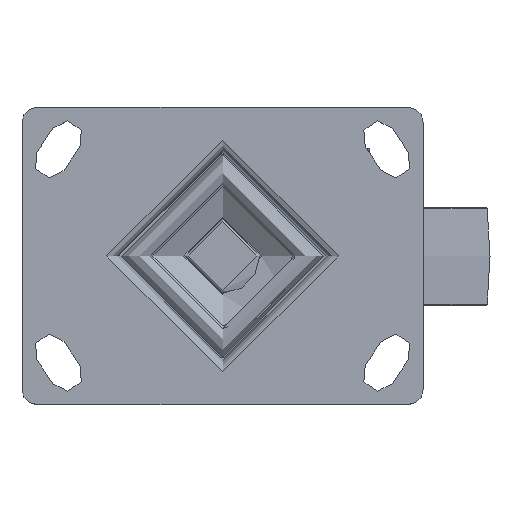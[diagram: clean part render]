
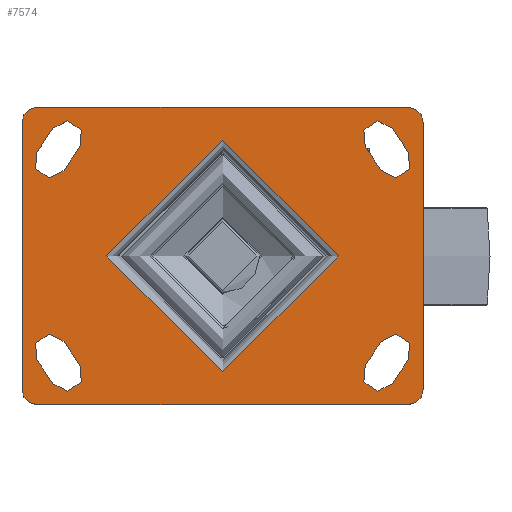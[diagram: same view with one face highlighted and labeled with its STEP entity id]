
A CAD part, top view. The second image highlights one B-rep face of the part: STEP entity #7574.
In plain terms, the highlighted planar face has unit normal (0, 0, 1).
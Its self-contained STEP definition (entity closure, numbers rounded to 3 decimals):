
#509=FACE_BOUND('',#2561,.T.);
#510=FACE_BOUND('',#2562,.T.);
#511=FACE_BOUND('',#2563,.T.);
#512=FACE_BOUND('',#2564,.T.);
#513=FACE_BOUND('',#2565,.T.);
#572=PLANE('',#8325);
#919=LINE('',#11634,#1473);
#921=LINE('',#11637,#1475);
#923=LINE('',#11640,#1477);
#925=LINE('',#11643,#1479);
#927=LINE('',#11646,#1481);
#929=LINE('',#11649,#1483);
#931=LINE('',#11652,#1485);
#933=LINE('',#11655,#1487);
#934=LINE('',#11657,#1488);
#936=LINE('',#11660,#1490);
#937=LINE('',#11661,#1491);
#938=LINE('',#11662,#1492);
#1473=VECTOR('',#9410,1000.);
#1475=VECTOR('',#9414,1000.);
#1477=VECTOR('',#9418,1000.);
#1479=VECTOR('',#9422,1000.);
#1481=VECTOR('',#9426,1000.);
#1483=VECTOR('',#9430,1000.);
#1485=VECTOR('',#9434,1000.);
#1487=VECTOR('',#9438,1000.);
#1488=VECTOR('',#9441,1000.);
#1490=VECTOR('',#9445,1000.);
#1491=VECTOR('',#9446,1000.);
#1492=VECTOR('',#9447,1000.);
#2094=FACE_OUTER_BOUND('',#2560,.T.);
#2560=EDGE_LOOP('',(#5523,#5524,#5525,#5526,#5527,#5528,#5529,#5530));
#2561=EDGE_LOOP('',(#5531,#5532,#5533,#5534));
#2562=EDGE_LOOP('',(#5535,#5536,#5537,#5538));
#2563=EDGE_LOOP('',(#5539,#5540,#5541,#5542));
#2564=EDGE_LOOP('',(#5543,#5544,#5545,#5546));
#2565=EDGE_LOOP('',(#5547));
#3054=CIRCLE('',#8144,39.);
#3167=CIRCLE('',#8281,5.);
#3169=CIRCLE('',#8284,5.);
#3171=CIRCLE('',#8287,5.);
#3173=CIRCLE('',#8290,5.);
#3176=CIRCLE('',#8294,5.5);
#3177=CIRCLE('',#8296,5.5);
#3180=CIRCLE('',#8300,5.5);
#3181=CIRCLE('',#8302,5.5);
#3184=CIRCLE('',#8306,5.5);
#3185=CIRCLE('',#8308,5.5);
#3188=CIRCLE('',#8312,5.5);
#3189=CIRCLE('',#8314,5.5);
#3373=VERTEX_POINT('',#11167);
#3540=VERTEX_POINT('',#11525);
#3541=VERTEX_POINT('',#11526);
#3544=VERTEX_POINT('',#11534);
#3545=VERTEX_POINT('',#11535);
#3548=VERTEX_POINT('',#11543);
#3549=VERTEX_POINT('',#11544);
#3552=VERTEX_POINT('',#11552);
#3553=VERTEX_POINT('',#11553);
#3558=VERTEX_POINT('',#11564);
#3559=VERTEX_POINT('',#11566);
#3560=VERTEX_POINT('',#11570);
#3561=VERTEX_POINT('',#11571);
#3566=VERTEX_POINT('',#11582);
#3567=VERTEX_POINT('',#11584);
#3568=VERTEX_POINT('',#11588);
#3569=VERTEX_POINT('',#11589);
#3574=VERTEX_POINT('',#11600);
#3575=VERTEX_POINT('',#11602);
#3576=VERTEX_POINT('',#11606);
#3577=VERTEX_POINT('',#11607);
#3582=VERTEX_POINT('',#11618);
#3583=VERTEX_POINT('',#11620);
#3584=VERTEX_POINT('',#11624);
#3585=VERTEX_POINT('',#11625);
#4096=EDGE_CURVE('',#3373,#3373,#3054,.T.);
#4275=EDGE_CURVE('',#3540,#3541,#3167,.T.);
#4279=EDGE_CURVE('',#3544,#3545,#3169,.T.);
#4283=EDGE_CURVE('',#3548,#3549,#3171,.T.);
#4287=EDGE_CURVE('',#3552,#3553,#3173,.T.);
#4293=EDGE_CURVE('',#3559,#3558,#3176,.T.);
#4295=EDGE_CURVE('',#3560,#3561,#3177,.T.);
#4301=EDGE_CURVE('',#3567,#3566,#3180,.T.);
#4303=EDGE_CURVE('',#3568,#3569,#3181,.T.);
#4309=EDGE_CURVE('',#3575,#3574,#3184,.T.);
#4311=EDGE_CURVE('',#3576,#3577,#3185,.T.);
#4317=EDGE_CURVE('',#3583,#3582,#3188,.T.);
#4319=EDGE_CURVE('',#3584,#3585,#3189,.T.);
#4324=EDGE_CURVE('',#3582,#3584,#919,.T.);
#4326=EDGE_CURVE('',#3585,#3583,#921,.T.);
#4328=EDGE_CURVE('',#3574,#3576,#923,.T.);
#4330=EDGE_CURVE('',#3577,#3575,#925,.T.);
#4332=EDGE_CURVE('',#3566,#3568,#927,.T.);
#4334=EDGE_CURVE('',#3569,#3567,#929,.T.);
#4336=EDGE_CURVE('',#3558,#3560,#931,.T.);
#4338=EDGE_CURVE('',#3561,#3559,#933,.T.);
#4339=EDGE_CURVE('',#3553,#3540,#934,.T.);
#4341=EDGE_CURVE('',#3549,#3552,#936,.T.);
#4342=EDGE_CURVE('',#3545,#3548,#937,.T.);
#4343=EDGE_CURVE('',#3541,#3544,#938,.T.);
#5523=ORIENTED_EDGE('',*,*,#4287,.F.);
#5524=ORIENTED_EDGE('',*,*,#4341,.F.);
#5525=ORIENTED_EDGE('',*,*,#4283,.F.);
#5526=ORIENTED_EDGE('',*,*,#4342,.F.);
#5527=ORIENTED_EDGE('',*,*,#4279,.F.);
#5528=ORIENTED_EDGE('',*,*,#4343,.F.);
#5529=ORIENTED_EDGE('',*,*,#4275,.F.);
#5530=ORIENTED_EDGE('',*,*,#4339,.F.);
#5531=ORIENTED_EDGE('',*,*,#4317,.T.);
#5532=ORIENTED_EDGE('',*,*,#4324,.T.);
#5533=ORIENTED_EDGE('',*,*,#4319,.T.);
#5534=ORIENTED_EDGE('',*,*,#4326,.T.);
#5535=ORIENTED_EDGE('',*,*,#4309,.T.);
#5536=ORIENTED_EDGE('',*,*,#4328,.T.);
#5537=ORIENTED_EDGE('',*,*,#4311,.T.);
#5538=ORIENTED_EDGE('',*,*,#4330,.T.);
#5539=ORIENTED_EDGE('',*,*,#4301,.T.);
#5540=ORIENTED_EDGE('',*,*,#4332,.T.);
#5541=ORIENTED_EDGE('',*,*,#4303,.T.);
#5542=ORIENTED_EDGE('',*,*,#4334,.T.);
#5543=ORIENTED_EDGE('',*,*,#4293,.T.);
#5544=ORIENTED_EDGE('',*,*,#4336,.T.);
#5545=ORIENTED_EDGE('',*,*,#4295,.T.);
#5546=ORIENTED_EDGE('',*,*,#4338,.T.);
#5547=ORIENTED_EDGE('',*,*,#4096,.F.);
#7574=ADVANCED_FACE('',(#2094,#509,#510,#511,#512,#513),#572,.T.);
#8144=AXIS2_PLACEMENT_3D('',#11168,#8985,#8986);
#8281=AXIS2_PLACEMENT_3D('',#11527,#9313,#9314);
#8284=AXIS2_PLACEMENT_3D('',#11536,#9321,#9322);
#8287=AXIS2_PLACEMENT_3D('',#11545,#9329,#9330);
#8290=AXIS2_PLACEMENT_3D('',#11554,#9337,#9338);
#8294=AXIS2_PLACEMENT_3D('',#11567,#9348,#9349);
#8296=AXIS2_PLACEMENT_3D('',#11572,#9353,#9354);
#8300=AXIS2_PLACEMENT_3D('',#11585,#9364,#9365);
#8302=AXIS2_PLACEMENT_3D('',#11590,#9369,#9370);
#8306=AXIS2_PLACEMENT_3D('',#11603,#9380,#9381);
#8308=AXIS2_PLACEMENT_3D('',#11608,#9385,#9386);
#8312=AXIS2_PLACEMENT_3D('',#11621,#9396,#9397);
#8314=AXIS2_PLACEMENT_3D('',#11626,#9401,#9402);
#8325=AXIS2_PLACEMENT_3D('',#11659,#9443,#9444);
#8985=DIRECTION('center_axis',(0.,0.,1.));
#8986=DIRECTION('ref_axis',(0.,-1.,0.));
#9313=DIRECTION('center_axis',(0.,0.,-1.));
#9314=DIRECTION('ref_axis',(0.707,0.707,0.));
#9321=DIRECTION('center_axis',(0.,0.,-1.));
#9322=DIRECTION('ref_axis',(0.707,-0.707,0.));
#9329=DIRECTION('center_axis',(0.,0.,-1.));
#9330=DIRECTION('ref_axis',(-0.707,-0.707,0.));
#9337=DIRECTION('center_axis',(0.,0.,-1.));
#9338=DIRECTION('ref_axis',(-0.707,0.707,0.));
#9348=DIRECTION('center_axis',(0.,0.,-1.));
#9349=DIRECTION('ref_axis',(-1.,0.,0.));
#9353=DIRECTION('center_axis',(0.,0.,-1.));
#9354=DIRECTION('ref_axis',(-1.,0.,0.));
#9364=DIRECTION('center_axis',(0.,0.,-1.));
#9365=DIRECTION('ref_axis',(1.,0.,0.));
#9369=DIRECTION('center_axis',(0.,0.,-1.));
#9370=DIRECTION('ref_axis',(1.,0.,0.));
#9380=DIRECTION('center_axis',(0.,0.,-1.));
#9381=DIRECTION('ref_axis',(1.,0.,0.));
#9385=DIRECTION('center_axis',(0.,0.,-1.));
#9386=DIRECTION('ref_axis',(1.,0.,0.));
#9396=DIRECTION('center_axis',(0.,0.,-1.));
#9397=DIRECTION('ref_axis',(-1.,0.,0.));
#9401=DIRECTION('center_axis',(0.,0.,-1.));
#9402=DIRECTION('ref_axis',(-1.,0.,0.));
#9410=DIRECTION('',(0.555,0.832,0.));
#9414=DIRECTION('',(-0.555,-0.832,0.));
#9418=DIRECTION('',(-0.555,0.832,0.));
#9422=DIRECTION('',(0.555,-0.832,0.));
#9426=DIRECTION('',(-0.555,-0.832,0.));
#9430=DIRECTION('',(0.555,0.832,0.));
#9434=DIRECTION('',(0.555,-0.832,0.));
#9438=DIRECTION('',(-0.555,0.832,0.));
#9441=DIRECTION('',(1.,0.,0.));
#9443=DIRECTION('center_axis',(0.,0.,1.));
#9444=DIRECTION('ref_axis',(1.,0.,0.));
#9445=DIRECTION('',(0.,1.,0.));
#9446=DIRECTION('',(-1.,0.,0.));
#9447=DIRECTION('',(0.,-1.,0.));
#11167=CARTESIAN_POINT('',(39.,0.,0.));
#11168=CARTESIAN_POINT('Origin',(0.,0.,0.));
#11525=CARTESIAN_POINT('',(62.5,50.,0.));
#11526=CARTESIAN_POINT('',(67.5,45.,0.));
#11527=CARTESIAN_POINT('Origin',(62.5,45.,0.));
#11534=CARTESIAN_POINT('',(67.5,-45.,0.));
#11535=CARTESIAN_POINT('',(62.5,-50.,0.));
#11536=CARTESIAN_POINT('Origin',(62.5,-45.,0.));
#11543=CARTESIAN_POINT('',(-62.5,-50.,0.));
#11544=CARTESIAN_POINT('',(-67.5,-45.,0.));
#11545=CARTESIAN_POINT('Origin',(-62.5,-45.,0.));
#11552=CARTESIAN_POINT('',(-67.5,45.,0.));
#11553=CARTESIAN_POINT('',(-62.5,50.,0.));
#11554=CARTESIAN_POINT('Origin',(-62.5,45.,0.));
#11564=CARTESIAN_POINT('',(57.15,42.938,0.));
#11566=CARTESIAN_POINT('',(48.,36.838,0.));
#11567=CARTESIAN_POINT('Origin',(52.5,40.,0.));
#11570=CARTESIAN_POINT('',(62.5,34.912,0.));
#11571=CARTESIAN_POINT('',(53.35,28.812,0.));
#11572=CARTESIAN_POINT('Origin',(58.,31.75,0.));
#11582=CARTESIAN_POINT('',(-48.,36.838,0.));
#11584=CARTESIAN_POINT('',(-57.15,42.938,0.));
#11585=CARTESIAN_POINT('Origin',(-52.5,40.,0.));
#11588=CARTESIAN_POINT('',(-53.35,28.812,0.));
#11589=CARTESIAN_POINT('',(-62.5,34.912,0.));
#11590=CARTESIAN_POINT('Origin',(-58.,31.75,0.));
#11600=CARTESIAN_POINT('',(-57.15,-42.938,0.));
#11602=CARTESIAN_POINT('',(-48.,-36.838,0.));
#11603=CARTESIAN_POINT('Origin',(-52.5,-40.,0.));
#11606=CARTESIAN_POINT('',(-62.5,-34.912,0.));
#11607=CARTESIAN_POINT('',(-53.35,-28.812,0.));
#11608=CARTESIAN_POINT('Origin',(-58.,-31.75,0.));
#11618=CARTESIAN_POINT('',(48.,-36.838,0.));
#11620=CARTESIAN_POINT('',(57.15,-42.938,0.));
#11621=CARTESIAN_POINT('Origin',(52.5,-40.,0.));
#11624=CARTESIAN_POINT('',(53.35,-28.812,0.));
#11625=CARTESIAN_POINT('',(62.5,-34.912,0.));
#11626=CARTESIAN_POINT('Origin',(58.,-31.75,0.));
#11634=CARTESIAN_POINT('',(50.454,-33.157,0.));
#11637=CARTESIAN_POINT('',(59.604,-39.257,0.));
#11640=CARTESIAN_POINT('',(-59.604,-39.257,0.));
#11643=CARTESIAN_POINT('',(-50.454,-33.157,0.));
#11646=CARTESIAN_POINT('',(-50.454,33.157,0.));
#11649=CARTESIAN_POINT('',(-59.604,39.257,0.));
#11652=CARTESIAN_POINT('',(59.604,39.257,0.));
#11655=CARTESIAN_POINT('',(50.454,33.157,0.));
#11657=CARTESIAN_POINT('',(0.,50.,0.));
#11659=CARTESIAN_POINT('Origin',(0.,0.,0.));
#11660=CARTESIAN_POINT('',(-67.5,0.,0.));
#11661=CARTESIAN_POINT('',(0.,-50.,0.));
#11662=CARTESIAN_POINT('',(67.5,0.,0.));
